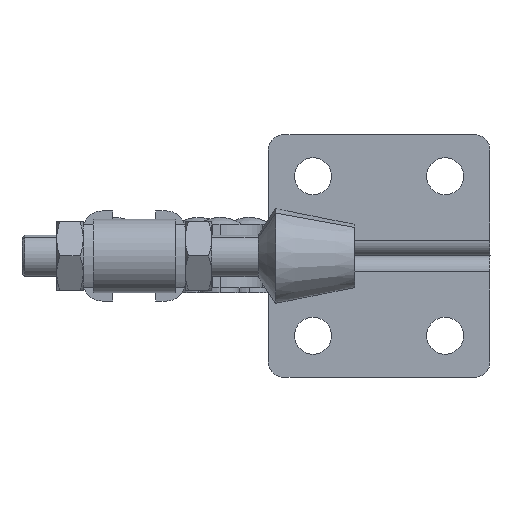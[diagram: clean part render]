
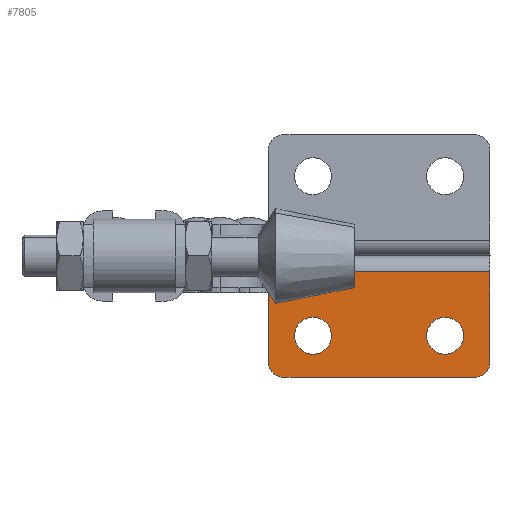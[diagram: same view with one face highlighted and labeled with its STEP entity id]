
A CAD part, left-side view. The second image highlights one B-rep face of the part: STEP entity #7805.
In plain terms, the highlighted planar face has unit normal (-1, 0, 0).
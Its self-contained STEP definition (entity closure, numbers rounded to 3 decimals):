
#164 = ORIENTED_EDGE ( 'NONE', *, *, #603, .T. ) ;
#168 = DIRECTION ( 'NONE',  ( 0., 0., 1. ) ) ;
#313 = VECTOR ( 'NONE', #8180, 1000. ) ;
#317 = CIRCLE ( 'NONE', #2795, 3. ) ;
#387 = EDGE_LOOP ( 'NONE', ( #5645, #878 ) ) ;
#425 = VERTEX_POINT ( 'NONE', #2719 ) ;
#496 = DIRECTION ( 'NONE',  ( 1., 0., 0. ) ) ;
#533 = EDGE_CURVE ( 'NONE', #425, #6968, #8167, .T. ) ;
#602 = CARTESIAN_POINT ( 'NONE',  ( -62.021, 13.4, -20. ) ) ;
#603 = EDGE_CURVE ( 'NONE', #8248, #6940, #8387, .T. ) ;
#634 = EDGE_CURVE ( 'NONE', #4361, #1093, #7189, .T. ) ;
#639 = ORIENTED_EDGE ( 'NONE', *, *, #771, .T. ) ;
#648 = EDGE_CURVE ( 'NONE', #6968, #8725, #6648, .T. ) ;
#666 = EDGE_CURVE ( 'NONE', #425, #2160, #7166, .T. ) ;
#725 = EDGE_CURVE ( 'NONE', #2097, #2160, #5240, .T. ) ;
#771 = EDGE_CURVE ( 'NONE', #2097, #1361, #4813, .T. ) ;
#785 = EDGE_CURVE ( 'NONE', #8725, #1361, #317, .T. ) ;
#878 = ORIENTED_EDGE ( 'NONE', *, *, #634, .T. ) ;
#1093 = VERTEX_POINT ( 'NONE', #1292 ) ;
#1276 = FACE_BOUND ( 'NONE', #2996, .T. ) ;
#1292 = CARTESIAN_POINT ( 'NONE',  ( -62.021, -17.1, -18.6 ) ) ;
#1361 = VERTEX_POINT ( 'NONE', #5632 ) ;
#1727 = DIRECTION ( 'NONE',  ( 0., 0., 1. ) ) ;
#1987 = DIRECTION ( 'NONE',  ( 0., -1., 0. ) ) ;
#2053 = DIRECTION ( 'NONE',  ( 1., 0., 0. ) ) ;
#2097 = VERTEX_POINT ( 'NONE', #7440 ) ;
#2160 = VERTEX_POINT ( 'NONE', #7334 ) ;
#2199 = VECTOR ( 'NONE', #1987, 1000. ) ;
#2206 = CARTESIAN_POINT ( 'NONE',  ( -62.021, -22.6, -20. ) ) ;
#2342 = CARTESIAN_POINT ( 'NONE',  ( -62.021, 33., -3. ) ) ;
#2620 = CIRCLE ( 'NONE', #8088, 3.5 ) ;
#2632 = DIRECTION ( 'NONE',  ( 1., 0., 0. ) ) ;
#2670 = VECTOR ( 'NONE', #7492, 1000. ) ;
#2719 = CARTESIAN_POINT ( 'NONE',  ( -62.021, 16.4, -3. ) ) ;
#2795 = AXIS2_PLACEMENT_3D ( 'NONE', #2206, #2053, #1727 ) ;
#2920 = AXIS2_PLACEMENT_3D ( 'NONE', #3111, #3204, #3069 ) ;
#2996 = EDGE_LOOP ( 'NONE', ( #7810, #164 ) ) ;
#2999 = CARTESIAN_POINT ( 'NONE',  ( -62.021, 7.9, -15.1 ) ) ;
#3040 = AXIS2_PLACEMENT_3D ( 'NONE', #602, #496, #168 ) ;
#3069 = DIRECTION ( 'NONE',  ( 0., 0., 1. ) ) ;
#3111 = CARTESIAN_POINT ( 'NONE',  ( -62.021, 33., -23. ) ) ;
#3124 = CARTESIAN_POINT ( 'NONE',  ( -62.021, -17.1, -15.1 ) ) ;
#3130 = PLANE ( 'NONE',  #2920 ) ;
#3134 = DIRECTION ( 'NONE',  ( 1., 0., 0. ) ) ;
#3184 = DIRECTION ( 'NONE',  ( 0., 0., -1. ) ) ;
#3195 = CARTESIAN_POINT ( 'NONE',  ( -62.021, -25.6, -23. ) ) ;
#3204 = DIRECTION ( 'NONE',  ( 1., 0., 0. ) ) ;
#3239 = DIRECTION ( 'NONE',  ( 0., 0., -1. ) ) ;
#3294 = DIRECTION ( 'NONE',  ( 0., 0., -1. ) ) ;
#3551 = AXIS2_PLACEMENT_3D ( 'NONE', #3124, #3134, #3184 ) ;
#3587 = DIRECTION ( 'NONE',  ( 1., 0., 0. ) ) ;
#3733 = CARTESIAN_POINT ( 'NONE',  ( -62.021, 16.4, 0. ) ) ;
#3798 = AXIS2_PLACEMENT_3D ( 'NONE', #2999, #3587, #3294 ) ;
#3824 = DIRECTION ( 'NONE',  ( 0., 0., -1. ) ) ;
#3845 = CARTESIAN_POINT ( 'NONE',  ( -62.021, 7.9, -15.1 ) ) ;
#4084 = CARTESIAN_POINT ( 'NONE',  ( -62.021, 7.9, -11.6 ) ) ;
#4154 = DIRECTION ( 'NONE',  ( 0., 0., -1. ) ) ;
#4242 = DIRECTION ( 'NONE',  ( 1., 0., 0. ) ) ;
#4352 = ORIENTED_EDGE ( 'NONE', *, *, #785, .F. ) ;
#4357 = CIRCLE ( 'NONE', #7118, 3.5 ) ;
#4361 = VERTEX_POINT ( 'NONE', #5191 ) ;
#4387 = CARTESIAN_POINT ( 'NONE',  ( -62.021, -17.1, -15.1 ) ) ;
#4667 = ORIENTED_EDGE ( 'NONE', *, *, #666, .T. ) ;
#4813 = LINE ( 'NONE', #6509, #313 ) ;
#5182 = FACE_BOUND ( 'NONE', #387, .T. ) ;
#5191 = CARTESIAN_POINT ( 'NONE',  ( -62.021, -17.1, -11.6 ) ) ;
#5240 = CIRCLE ( 'NONE', #3040, 3. ) ;
#5357 = ORIENTED_EDGE ( 'NONE', *, *, #648, .F. ) ;
#5458 = EDGE_LOOP ( 'NONE', ( #5357, #7490, #4667, #8533, #639, #4352 ) ) ;
#5632 = CARTESIAN_POINT ( 'NONE',  ( -62.021, -22.6, -23. ) ) ;
#5645 = ORIENTED_EDGE ( 'NONE', *, *, #7208, .T. ) ;
#6509 = CARTESIAN_POINT ( 'NONE',  ( -62.021, 33., -23. ) ) ;
#6547 = VECTOR ( 'NONE', #3239, 1000. ) ;
#6648 = LINE ( 'NONE', #3195, #6547 ) ;
#6940 = VERTEX_POINT ( 'NONE', #8036 ) ;
#6968 = VERTEX_POINT ( 'NONE', #7155 ) ;
#7020 = FACE_OUTER_BOUND ( 'NONE', #5458, .T. ) ;
#7118 = AXIS2_PLACEMENT_3D ( 'NONE', #4387, #4242, #4154 ) ;
#7146 = CARTESIAN_POINT ( 'NONE',  ( -62.021, -25.6, -20. ) ) ;
#7155 = CARTESIAN_POINT ( 'NONE',  ( -62.021, -25.6, -3. ) ) ;
#7166 = LINE ( 'NONE', #3733, #2670 ) ;
#7189 = CIRCLE ( 'NONE', #3551, 3.5 ) ;
#7208 = EDGE_CURVE ( 'NONE', #1093, #4361, #4357, .T. ) ;
#7223 = EDGE_CURVE ( 'NONE', #6940, #8248, #2620, .T. ) ;
#7334 = CARTESIAN_POINT ( 'NONE',  ( -62.021, 16.4, -20. ) ) ;
#7440 = CARTESIAN_POINT ( 'NONE',  ( -62.021, 13.4, -23. ) ) ;
#7490 = ORIENTED_EDGE ( 'NONE', *, *, #533, .F. ) ;
#7492 = DIRECTION ( 'NONE',  ( 0., 0., -1. ) ) ;
#7805 = ADVANCED_FACE ( 'NONE', ( #1276, #5182, #7020 ), #3130, .F. ) ;
#7810 = ORIENTED_EDGE ( 'NONE', *, *, #7223, .T. ) ;
#8036 = CARTESIAN_POINT ( 'NONE',  ( -62.021, 7.9, -18.6 ) ) ;
#8088 = AXIS2_PLACEMENT_3D ( 'NONE', #3845, #2632, #3824 ) ;
#8167 = LINE ( 'NONE', #2342, #2199 ) ;
#8180 = DIRECTION ( 'NONE',  ( 0., -1., 0. ) ) ;
#8248 = VERTEX_POINT ( 'NONE', #4084 ) ;
#8387 = CIRCLE ( 'NONE', #3798, 3.5 ) ;
#8533 = ORIENTED_EDGE ( 'NONE', *, *, #725, .F. ) ;
#8725 = VERTEX_POINT ( 'NONE', #7146 ) ;
